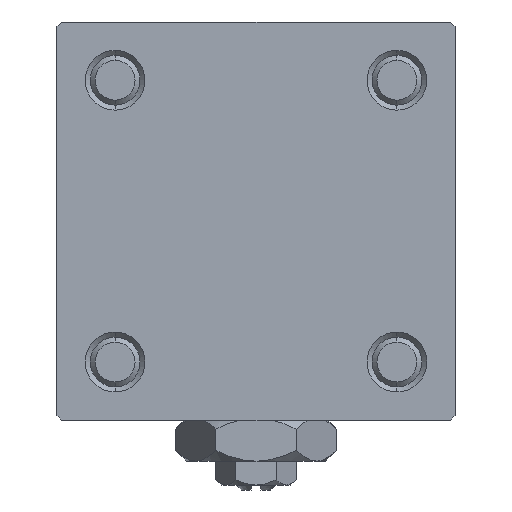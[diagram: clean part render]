
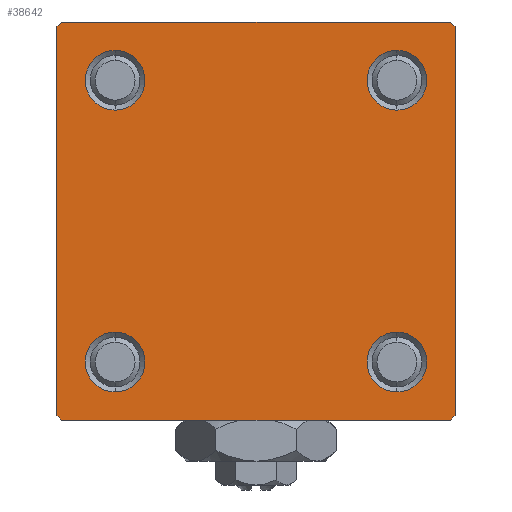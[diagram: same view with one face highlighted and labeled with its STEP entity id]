
A CAD part, left-side view. The second image highlights one B-rep face of the part: STEP entity #38642.
In plain terms, the highlighted planar face has unit normal (-1, 0, 0).
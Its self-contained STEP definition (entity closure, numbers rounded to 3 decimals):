
#101 = DIRECTION ( 'NONE',  ( 0., 0., 1. ) ) ;
#358 = CARTESIAN_POINT ( 'NONE',  ( 0., 19.75, -19.75 ) ) ;
#1321 = ORIENTED_EDGE ( 'NONE', *, *, #39951, .T. ) ;
#1750 = CARTESIAN_POINT ( 'NONE',  ( 0., -19.75, -19.75 ) ) ;
#2292 = DIRECTION ( 'NONE',  ( 0., 0., 1. ) ) ;
#2798 = DIRECTION ( 'NONE',  ( 1., 0., 0. ) ) ;
#2849 = VECTOR ( 'NONE', #36557, 1000. ) ;
#2956 = AXIS2_PLACEMENT_3D ( 'NONE', #38886, #31814, #7964 ) ;
#3379 = CIRCLE ( 'NONE', #32676, 3. ) ;
#3891 = CARTESIAN_POINT ( 'NONE',  ( 0., 14.15, -14.15 ) ) ;
#4304 = VECTOR ( 'NONE', #22176, 1000. ) ;
#4460 = CIRCLE ( 'NONE', #40400, 3. ) ;
#4488 = DIRECTION ( 'NONE',  ( -1., 0., 0. ) ) ;
#4492 = LINE ( 'NONE', #17066, #35022 ) ;
#4514 = ORIENTED_EDGE ( 'NONE', *, *, #44599, .T. ) ;
#4545 = DIRECTION ( 'NONE',  ( 1., 0., 0. ) ) ;
#4756 = FACE_BOUND ( 'NONE', #41742, .T. ) ;
#4762 = DIRECTION ( 'NONE',  ( 0., 0., -1. ) ) ;
#4980 = CARTESIAN_POINT ( 'NONE',  ( 0., 20., 20. ) ) ;
#5336 = EDGE_LOOP ( 'NONE', ( #41987, #15314, #28450, #12174, #20039, #4514, #51603, #26734 ) ) ;
#5418 = EDGE_CURVE ( 'NONE', #20201, #21518, #9873, .T. ) ;
#5791 = VERTEX_POINT ( 'NONE', #44278 ) ;
#6000 = DIRECTION ( 'NONE',  ( 1., 0., 0. ) ) ;
#6170 = VERTEX_POINT ( 'NONE', #47899 ) ;
#6237 = DIRECTION ( 'NONE',  ( 1., 0., 0. ) ) ;
#7031 = LINE ( 'NONE', #26676, #8914 ) ;
#7350 = VERTEX_POINT ( 'NONE', #43906 ) ;
#7483 = EDGE_CURVE ( 'NONE', #19087, #9154, #39538, .T. ) ;
#7878 = CARTESIAN_POINT ( 'NONE',  ( 0., 19.5, 20. ) ) ;
#7964 = DIRECTION ( 'NONE',  ( 0., 0., 1. ) ) ;
#8728 = DIRECTION ( 'NONE',  ( 0., -0.707, -0.707 ) ) ;
#8914 = VECTOR ( 'NONE', #18569, 1000. ) ;
#9154 = VERTEX_POINT ( 'NONE', #20013 ) ;
#9676 = DIRECTION ( 'NONE',  ( 0., 0., 1. ) ) ;
#9873 = LINE ( 'NONE', #1750, #4304 ) ;
#10422 = CARTESIAN_POINT ( 'NONE',  ( 0., 14.15, -17.15 ) ) ;
#10797 = AXIS2_PLACEMENT_3D ( 'NONE', #15818, #4545, #101 ) ;
#11377 = CARTESIAN_POINT ( 'NONE',  ( 0., -14.15, -11.15 ) ) ;
#11623 = VERTEX_POINT ( 'NONE', #23975 ) ;
#11744 = DIRECTION ( 'NONE',  ( 1., 0., 0. ) ) ;
#11936 = LINE ( 'NONE', #44658, #2849 ) ;
#12121 = VERTEX_POINT ( 'NONE', #50057 ) ;
#12174 = ORIENTED_EDGE ( 'NONE', *, *, #5418, .T. ) ;
#12831 = DIRECTION ( 'NONE',  ( 1., 0., 0. ) ) ;
#13122 = DIRECTION ( 'NONE',  ( 0., 0., -1. ) ) ;
#14430 = VERTEX_POINT ( 'NONE', #15798 ) ;
#14523 = CIRCLE ( 'NONE', #32940, 3. ) ;
#15262 = EDGE_LOOP ( 'NONE', ( #1321, #29435 ) ) ;
#15314 = ORIENTED_EDGE ( 'NONE', *, *, #37682, .T. ) ;
#15519 = ORIENTED_EDGE ( 'NONE', *, *, #39720, .T. ) ;
#15534 = ORIENTED_EDGE ( 'NONE', *, *, #32321, .T. ) ;
#15612 = VERTEX_POINT ( 'NONE', #39853 ) ;
#15798 = CARTESIAN_POINT ( 'NONE',  ( 0., 19.5, -20. ) ) ;
#15818 = CARTESIAN_POINT ( 'NONE',  ( 0., -14.15, -14.15 ) ) ;
#16205 = AXIS2_PLACEMENT_3D ( 'NONE', #34726, #42824, #22155 ) ;
#16463 = AXIS2_PLACEMENT_3D ( 'NONE', #18054, #6000, #9676 ) ;
#17066 = CARTESIAN_POINT ( 'NONE',  ( 0., -20., 20. ) ) ;
#17701 = EDGE_CURVE ( 'NONE', #48055, #15612, #32261, .T. ) ;
#17769 = CARTESIAN_POINT ( 'NONE',  ( 0., -20., 19.5 ) ) ;
#18054 = CARTESIAN_POINT ( 'NONE',  ( 0., -14.15, 14.15 ) ) ;
#18361 = EDGE_LOOP ( 'NONE', ( #40872, #15534 ) ) ;
#18492 = VECTOR ( 'NONE', #45939, 1000. ) ;
#18569 = DIRECTION ( 'NONE',  ( 0., -1., 0. ) ) ;
#18684 = ORIENTED_EDGE ( 'NONE', *, *, #7483, .T. ) ;
#19087 = VERTEX_POINT ( 'NONE', #10422 ) ;
#19146 = ORIENTED_EDGE ( 'NONE', *, *, #17701, .T. ) ;
#20013 = CARTESIAN_POINT ( 'NONE',  ( 0., 14.15, -11.15 ) ) ;
#20039 = ORIENTED_EDGE ( 'NONE', *, *, #23170, .F. ) ;
#20142 = CARTESIAN_POINT ( 'NONE',  ( 0., 20., 20. ) ) ;
#20201 = VERTEX_POINT ( 'NONE', #25828 ) ;
#20698 = CARTESIAN_POINT ( 'NONE',  ( 0., -14.15, 14.15 ) ) ;
#21154 = AXIS2_PLACEMENT_3D ( 'NONE', #3891, #11744, #35599 ) ;
#21194 = AXIS2_PLACEMENT_3D ( 'NONE', #44300, #4488, #44561 ) ;
#21282 = ORIENTED_EDGE ( 'NONE', *, *, #38171, .T. ) ;
#21518 = VERTEX_POINT ( 'NONE', #42157 ) ;
#21744 = LINE ( 'NONE', #4980, #35586 ) ;
#22091 = VERTEX_POINT ( 'NONE', #11377 ) ;
#22155 = DIRECTION ( 'NONE',  ( 0., 0., 1. ) ) ;
#22176 = DIRECTION ( 'NONE',  ( 0., -0.707, 0.707 ) ) ;
#23170 = EDGE_CURVE ( 'NONE', #39625, #21518, #4492, .T. ) ;
#23975 = CARTESIAN_POINT ( 'NONE',  ( 0., 20., 19.5 ) ) ;
#25123 = DIRECTION ( 'NONE',  ( 0., 0., 1. ) ) ;
#25489 = EDGE_CURVE ( 'NONE', #12121, #22091, #30886, .T. ) ;
#25828 = CARTESIAN_POINT ( 'NONE',  ( 0., -19.5, -20. ) ) ;
#26676 = CARTESIAN_POINT ( 'NONE',  ( 0., 20., -20. ) ) ;
#26731 = VERTEX_POINT ( 'NONE', #29872 ) ;
#26734 = ORIENTED_EDGE ( 'NONE', *, *, #29758, .T. ) ;
#28002 = LINE ( 'NONE', #20142, #40629 ) ;
#28450 = ORIENTED_EDGE ( 'NONE', *, *, #50539, .T. ) ;
#29435 = ORIENTED_EDGE ( 'NONE', *, *, #25489, .T. ) ;
#29758 = EDGE_CURVE ( 'NONE', #47717, #11623, #33650, .T. ) ;
#29872 = CARTESIAN_POINT ( 'NONE',  ( 0., -14.15, 17.15 ) ) ;
#30886 = CIRCLE ( 'NONE', #10797, 3. ) ;
#30970 = DIRECTION ( 'NONE',  ( 0., -1., 0. ) ) ;
#31814 = DIRECTION ( 'NONE',  ( 1., 0., 0. ) ) ;
#32261 = CIRCLE ( 'NONE', #2956, 3. ) ;
#32280 = FACE_BOUND ( 'NONE', #18361, .T. ) ;
#32321 = EDGE_CURVE ( 'NONE', #7350, #26731, #3379, .T. ) ;
#32676 = AXIS2_PLACEMENT_3D ( 'NONE', #20698, #12831, #25123 ) ;
#32940 = AXIS2_PLACEMENT_3D ( 'NONE', #51268, #6237, #43925 ) ;
#33650 = LINE ( 'NONE', #49615, #18492 ) ;
#34726 = CARTESIAN_POINT ( 'NONE',  ( 0., -14.15, -14.15 ) ) ;
#34771 = CARTESIAN_POINT ( 'NONE',  ( 0., 14.15, -14.15 ) ) ;
#35022 = VECTOR ( 'NONE', #4762, 1000. ) ;
#35586 = VECTOR ( 'NONE', #13122, 1000. ) ;
#35599 = DIRECTION ( 'NONE',  ( 0., 0., 1. ) ) ;
#36211 = EDGE_LOOP ( 'NONE', ( #19146, #15519 ) ) ;
#36251 = LINE ( 'NONE', #358, #42894 ) ;
#36557 = DIRECTION ( 'NONE',  ( 0., 0.707, 0.707 ) ) ;
#37682 = EDGE_CURVE ( 'NONE', #5791, #14430, #36251, .T. ) ;
#38171 = EDGE_CURVE ( 'NONE', #9154, #19087, #4460, .T. ) ;
#38642 = ADVANCED_FACE ( 'NONE', ( #32280, #48253, #4756, #48754, #40382 ), #48493, .T. ) ;
#38886 = CARTESIAN_POINT ( 'NONE',  ( 0., 14.15, 14.15 ) ) ;
#39538 = CIRCLE ( 'NONE', #21154, 3. ) ;
#39615 = CIRCLE ( 'NONE', #16205, 3. ) ;
#39625 = VERTEX_POINT ( 'NONE', #17769 ) ;
#39720 = EDGE_CURVE ( 'NONE', #15612, #48055, #14523, .T. ) ;
#39853 = CARTESIAN_POINT ( 'NONE',  ( 0., 14.15, 11.15 ) ) ;
#39877 = CIRCLE ( 'NONE', #16463, 3. ) ;
#39951 = EDGE_CURVE ( 'NONE', #22091, #12121, #39615, .T. ) ;
#40382 = FACE_OUTER_BOUND ( 'NONE', #5336, .T. ) ;
#40400 = AXIS2_PLACEMENT_3D ( 'NONE', #34771, #2798, #2292 ) ;
#40629 = VECTOR ( 'NONE', #30970, 1000. ) ;
#40872 = ORIENTED_EDGE ( 'NONE', *, *, #50401, .T. ) ;
#41742 = EDGE_LOOP ( 'NONE', ( #21282, #18684 ) ) ;
#41987 = ORIENTED_EDGE ( 'NONE', *, *, #47800, .T. ) ;
#42157 = CARTESIAN_POINT ( 'NONE',  ( 0., -20., -19.5 ) ) ;
#42824 = DIRECTION ( 'NONE',  ( 1., 0., 0. ) ) ;
#42894 = VECTOR ( 'NONE', #8728, 1000. ) ;
#43906 = CARTESIAN_POINT ( 'NONE',  ( 0., -14.15, 11.15 ) ) ;
#43925 = DIRECTION ( 'NONE',  ( 0., 0., 1. ) ) ;
#44278 = CARTESIAN_POINT ( 'NONE',  ( 0., 20., -19.5 ) ) ;
#44300 = CARTESIAN_POINT ( 'NONE',  ( 0., 0., 0. ) ) ;
#44561 = DIRECTION ( 'NONE',  ( 0., 0., 1. ) ) ;
#44599 = EDGE_CURVE ( 'NONE', #39625, #6170, #11936, .T. ) ;
#44658 = CARTESIAN_POINT ( 'NONE',  ( 0., -19.75, 19.75 ) ) ;
#45939 = DIRECTION ( 'NONE',  ( 0., 0.707, -0.707 ) ) ;
#47717 = VERTEX_POINT ( 'NONE', #7878 ) ;
#47800 = EDGE_CURVE ( 'NONE', #11623, #5791, #21744, .T. ) ;
#47899 = CARTESIAN_POINT ( 'NONE',  ( 0., -19.5, 20. ) ) ;
#48055 = VERTEX_POINT ( 'NONE', #49440 ) ;
#48253 = FACE_BOUND ( 'NONE', #15262, .T. ) ;
#48493 = PLANE ( 'NONE',  #21194 ) ;
#48754 = FACE_BOUND ( 'NONE', #36211, .T. ) ;
#48815 = EDGE_CURVE ( 'NONE', #47717, #6170, #28002, .T. ) ;
#49440 = CARTESIAN_POINT ( 'NONE',  ( 0., 14.15, 17.15 ) ) ;
#49615 = CARTESIAN_POINT ( 'NONE',  ( 0., 19.75, 19.75 ) ) ;
#50057 = CARTESIAN_POINT ( 'NONE',  ( 0., -14.15, -17.15 ) ) ;
#50401 = EDGE_CURVE ( 'NONE', #26731, #7350, #39877, .T. ) ;
#50539 = EDGE_CURVE ( 'NONE', #14430, #20201, #7031, .T. ) ;
#51268 = CARTESIAN_POINT ( 'NONE',  ( 0., 14.15, 14.15 ) ) ;
#51603 = ORIENTED_EDGE ( 'NONE', *, *, #48815, .F. ) ;
